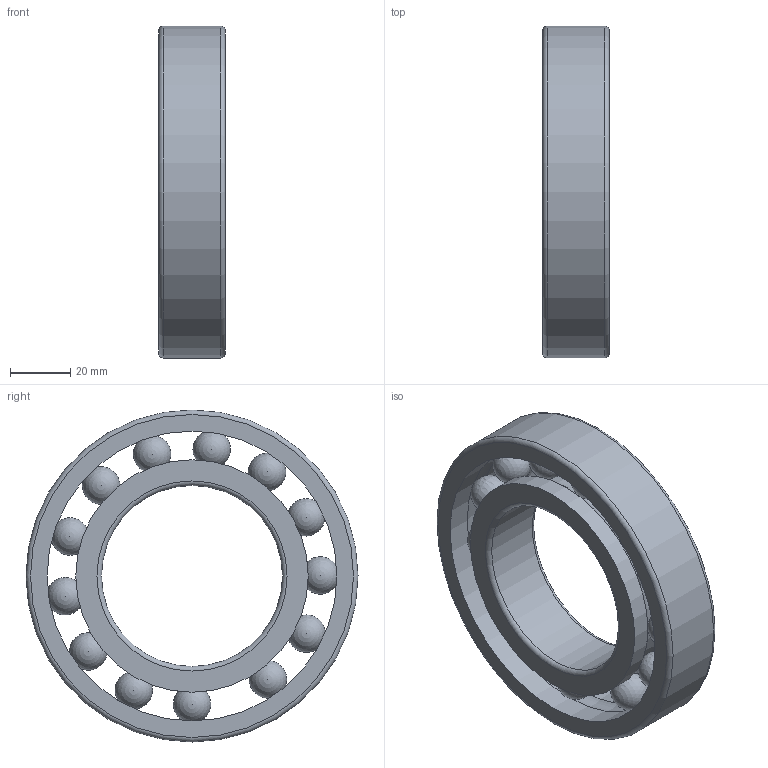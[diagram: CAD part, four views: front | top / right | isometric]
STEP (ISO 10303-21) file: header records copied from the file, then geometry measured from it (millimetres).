
FILE_DESCRIPTION( ( 'STEP AP203' ), '1' );
FILE_NAME( '6212.stp', '2019-08-16T04:40:50', ( '' ), ( '' ), ' ', 'PARTsolutions', ' ' );
FILE_SCHEMA( ( 'CONFIG_CONTROL_DESIGN' ) );
Length unit declared in the file: millimetre
Products named in the file (4): 6212; _6212 Outer ring; _6212 Inner ring; _6212 Ball
Assembly tree (15 placements, depth 2):
  6212
    _6212 Outer ring
    _6212 Inner ring
    _6212 Ball  x13
Bounding box: 22 x 110 x 110 mm (x, y, z)
Volume: 98393.4 mm3; surface area: 37907.8 mm2
Topology: 15 solids, 15 shells, 29 faces, 67 edges, 42 vertices
Faces by surface type: sphere 13, cylinder 6, torus 6, plane 4
Full cylindrical faces by diameter (mm): 60 x1, 77 x2, 96 x2, 110 x1
Entity records: 587 total; most frequent: DIRECTION 98, CARTESIAN_POINT 68, AXIS2_PLACEMENT_3D 49, EDGE_LOOP 32, ORIENTED_EDGE 32, FACE_OUTER_BOUND 28, PRODUCT_DEFINITION_SHAPE 19, VERTEX_POINT 19
